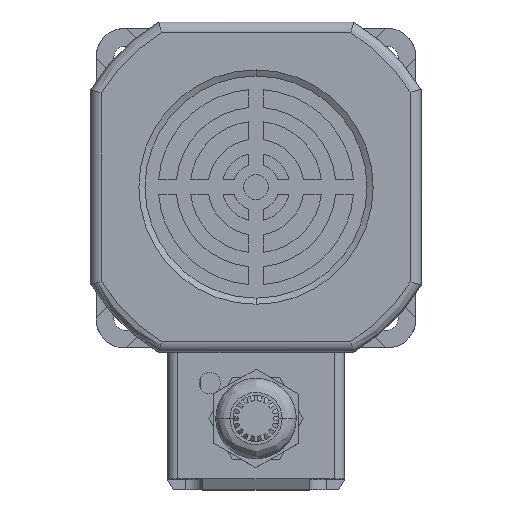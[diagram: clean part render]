
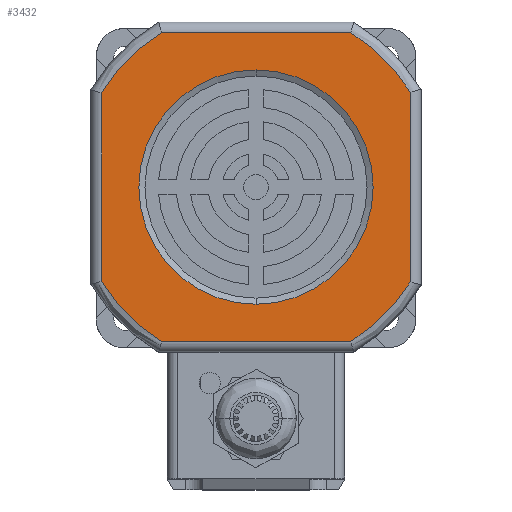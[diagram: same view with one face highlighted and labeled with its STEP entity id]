
A CAD part, top view. The second image highlights one B-rep face of the part: STEP entity #3432.
In plain terms, the highlighted face is planar.
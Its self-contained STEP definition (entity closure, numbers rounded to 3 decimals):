
#592 = DIRECTION ( 'NONE',  ( 0., -1., 0. ) ) ;
#632 =( BOUNDED_CURVE ( )  B_SPLINE_CURVE ( 3, ( #9485, #15989, #3052, #18189 ),
 .UNSPECIFIED., .F., .T. ) 
 B_SPLINE_CURVE_WITH_KNOTS ( ( 4, 4 ),
 ( 0., 1. ),
 .UNSPECIFIED. ) 
 CURVE ( )  GEOMETRIC_REPRESENTATION_ITEM ( )  RATIONAL_B_SPLINE_CURVE ( ( 1., 0.982, 0.982, 1. ) ) 
 REPRESENTATION_ITEM ( '' )  );
#1037 = EDGE_CURVE ( 'NONE', #27773, #22796, #20827, .T. ) ;
#1937 = ORIENTED_EDGE ( 'NONE', *, *, #14047, .F. ) ;
#2137 = EDGE_CURVE ( 'NONE', #18244, #18927, #5008, .T. ) ;
#2158 = VERTEX_POINT ( 'NONE', #25820 ) ;
#2168 = AXIS2_PLACEMENT_3D ( 'NONE', #13560, #592, #15763 ) ;
#2541 = EDGE_CURVE ( 'NONE', #21285, #8634, #20516, .T. ) ;
#3052 = CARTESIAN_POINT ( 'NONE',  ( 33.559, 0., -39.286 ) ) ;
#3406 = DIRECTION ( 'NONE',  ( 0., 0., 1. ) ) ;
#3432 = ADVANCED_FACE ( 'NONE', ( #27267, #15750 ), #15292, .F. ) ;
#3608 = CARTESIAN_POINT ( 'NONE',  ( 0., 0., 0. ) ) ;
#3726 = ORIENTED_EDGE ( 'NONE', *, *, #15193, .F. ) ;
#3877 = CARTESIAN_POINT ( 'NONE',  ( -43.5, 0., 0. ) ) ;
#3968 = CARTESIAN_POINT ( 'NONE',  ( 43.5, 0., 26.705 ) ) ;
#4033 = ORIENTED_EDGE ( 'NONE', *, *, #6098, .F. ) ;
#4092 = CIRCLE ( 'NONE', #2168, 33. ) ;
#4623 = CARTESIAN_POINT ( 'NONE',  ( 0., 0., 33. ) ) ;
#5008 = LINE ( 'NONE', #27698, #21547 ) ;
#5065 =( BOUNDED_CURVE ( )  B_SPLINE_CURVE ( 3, ( #7738, #20633, #18390, #22817 ),
 .UNSPECIFIED., .F., .F. ) 
 B_SPLINE_CURVE_WITH_KNOTS ( ( 4, 4 ),
 ( 0., 1. ),
 .UNSPECIFIED. ) 
 CURVE ( )  GEOMETRIC_REPRESENTATION_ITEM ( )  RATIONAL_B_SPLINE_CURVE ( ( 1., 0.982, 0.982, 1. ) ) 
 REPRESENTATION_ITEM ( '' )  );
#5789 = DIRECTION ( 'NONE',  ( 0., 0., -1. ) ) ;
#6098 = EDGE_CURVE ( 'NONE', #2158, #22367, #15521, .T. ) ;
#6141 = EDGE_CURVE ( 'NONE', #22367, #21285, #5065, .T. ) ;
#6832 = EDGE_CURVE ( 'NONE', #18927, #27773, #23930, .T. ) ;
#6944 = EDGE_LOOP ( 'NONE', ( #22401, #14121, #27633, #21462, #9873, #4033, #10415, #19702 ) ) ;
#7073 = VERTEX_POINT ( 'NONE', #19496 ) ;
#7145 = CARTESIAN_POINT ( 'NONE',  ( -43.5, 0., 26.54 ) ) ;
#7543 = CARTESIAN_POINT ( 'NONE',  ( 0.05, 0., 43.5 ) ) ;
#7706 = CARTESIAN_POINT ( 'NONE',  ( 43.5, 0., 0. ) ) ;
#7738 = CARTESIAN_POINT ( 'NONE',  ( 26.673, 0., 43.5 ) ) ;
#7795 = EDGE_CURVE ( 'NONE', #22796, #2158, #14711, .T. ) ;
#8414 = DIRECTION ( 'NONE',  ( 0., 0., -1. ) ) ;
#8634 = VERTEX_POINT ( 'NONE', #23874 ) ;
#8896 = DIRECTION ( 'NONE',  ( 0., 1., 0. ) ) ;
#9029 = VECTOR ( 'NONE', #8414, 1000. ) ;
#9290 = CARTESIAN_POINT ( 'NONE',  ( -33.514, 0., 39.251 ) ) ;
#9485 = CARTESIAN_POINT ( 'NONE',  ( 43.5, 0., -26.705 ) ) ;
#9873 = ORIENTED_EDGE ( 'NONE', *, *, #6141, .F. ) ;
#10005 = CARTESIAN_POINT ( 'NONE',  ( -33.514, 0., -39.251 ) ) ;
#10187 = AXIS2_PLACEMENT_3D ( 'NONE', #3608, #18726, #5789 ) ;
#10415 = ORIENTED_EDGE ( 'NONE', *, *, #7795, .F. ) ;
#11623 = CARTESIAN_POINT ( 'NONE',  ( -43.5, 0., -26.54 ) ) ;
#12152 = CARTESIAN_POINT ( 'NONE',  ( -43.5, 0., -26.54 ) ) ;
#13549 = EDGE_CURVE ( 'NONE', #8634, #18244, #632, .T. ) ;
#13560 = CARTESIAN_POINT ( 'NONE',  ( 0., 0., 0. ) ) ;
#13932 = VERTEX_POINT ( 'NONE', #4623 ) ;
#14047 = EDGE_CURVE ( 'NONE', #7073, #13932, #4092, .T. ) ;
#14121 = ORIENTED_EDGE ( 'NONE', *, *, #2137, .F. ) ;
#14711 =( BOUNDED_CURVE ( )  B_SPLINE_CURVE ( 3, ( #7145, #20046, #9290, #24427 ),
 .UNSPECIFIED., .F., .F. ) 
 B_SPLINE_CURVE_WITH_KNOTS ( ( 4, 4 ),
 ( 0., 1. ),
 .UNSPECIFIED. ) 
 CURVE ( )  GEOMETRIC_REPRESENTATION_ITEM ( )  RATIONAL_B_SPLINE_CURVE ( ( 1., 0.981, 0.981, 1. ) ) 
 REPRESENTATION_ITEM ( '' )  );
#14847 = VECTOR ( 'NONE', #24817, 1000. ) ;
#15193 = EDGE_CURVE ( 'NONE', #13932, #7073, #23864, .T. ) ;
#15292 = PLANE ( 'NONE',  #25500 ) ;
#15521 = LINE ( 'NONE', #7543, #14847 ) ;
#15750 = FACE_OUTER_BOUND ( 'NONE', #6944, .T. ) ;
#15763 = DIRECTION ( 'NONE',  ( 0., 0., -1. ) ) ;
#15989 = CARTESIAN_POINT ( 'NONE',  ( 39.273, 0., -33.583 ) ) ;
#16707 = CARTESIAN_POINT ( 'NONE',  ( -43.5, 0., 26.54 ) ) ;
#17286 = CARTESIAN_POINT ( 'NONE',  ( 26.673, 0., 43.5 ) ) ;
#18189 = CARTESIAN_POINT ( 'NONE',  ( 26.673, 0., -43.5 ) ) ;
#18244 = VERTEX_POINT ( 'NONE', #26298 ) ;
#18390 = CARTESIAN_POINT ( 'NONE',  ( 39.273, 0., 33.583 ) ) ;
#18726 = DIRECTION ( 'NONE',  ( 0., -1., 0. ) ) ;
#18927 = VERTEX_POINT ( 'NONE', #24652 ) ;
#19496 = CARTESIAN_POINT ( 'NONE',  ( 0., 0., -33. ) ) ;
#19702 = ORIENTED_EDGE ( 'NONE', *, *, #1037, .F. ) ;
#20046 = CARTESIAN_POINT ( 'NONE',  ( -39.264, 0., 33.49 ) ) ;
#20516 = LINE ( 'NONE', #7706, #9029 ) ;
#20633 = CARTESIAN_POINT ( 'NONE',  ( 33.559, 0., 39.286 ) ) ;
#20827 = LINE ( 'NONE', #3877, #25255 ) ;
#21285 = VERTEX_POINT ( 'NONE', #3968 ) ;
#21462 = ORIENTED_EDGE ( 'NONE', *, *, #2541, .F. ) ;
#21547 = VECTOR ( 'NONE', #25885, 1000. ) ;
#21742 = CARTESIAN_POINT ( 'NONE',  ( 0.05, 0., 0. ) ) ;
#22367 = VERTEX_POINT ( 'NONE', #17286 ) ;
#22401 = ORIENTED_EDGE ( 'NONE', *, *, #6832, .F. ) ;
#22796 = VERTEX_POINT ( 'NONE', #16707 ) ;
#22817 = CARTESIAN_POINT ( 'NONE',  ( 43.5, 0., 26.705 ) ) ;
#22943 = CARTESIAN_POINT ( 'NONE',  ( -26.572, 0., -43.5 ) ) ;
#23864 = CIRCLE ( 'NONE', #10187, 33. ) ;
#23874 = CARTESIAN_POINT ( 'NONE',  ( 43.5, 0., -26.705 ) ) ;
#23930 =( BOUNDED_CURVE ( )  B_SPLINE_CURVE ( 3, ( #22943, #10005, #25138, #12152 ),
 .UNSPECIFIED., .F., .F. ) 
 B_SPLINE_CURVE_WITH_KNOTS ( ( 4, 4 ),
 ( 0., 1. ),
 .UNSPECIFIED. ) 
 CURVE ( )  GEOMETRIC_REPRESENTATION_ITEM ( )  RATIONAL_B_SPLINE_CURVE ( ( 1., 0.981, 0.981, 1. ) ) 
 REPRESENTATION_ITEM ( '' )  );
#24030 = DIRECTION ( 'NONE',  ( 0., 0., 1. ) ) ;
#24427 = CARTESIAN_POINT ( 'NONE',  ( -26.572, 0., 43.5 ) ) ;
#24535 = EDGE_LOOP ( 'NONE', ( #1937, #3726 ) ) ;
#24652 = CARTESIAN_POINT ( 'NONE',  ( -26.572, 0., -43.5 ) ) ;
#24817 = DIRECTION ( 'NONE',  ( 1., 0., 0. ) ) ;
#25138 = CARTESIAN_POINT ( 'NONE',  ( -39.264, 0., -33.49 ) ) ;
#25255 = VECTOR ( 'NONE', #3406, 1000. ) ;
#25500 = AXIS2_PLACEMENT_3D ( 'NONE', #21742, #8896, #24030 ) ;
#25820 = CARTESIAN_POINT ( 'NONE',  ( -26.572, 0., 43.5 ) ) ;
#25885 = DIRECTION ( 'NONE',  ( -1., 0., 0. ) ) ;
#26298 = CARTESIAN_POINT ( 'NONE',  ( 26.673, 0., -43.5 ) ) ;
#27267 = FACE_BOUND ( 'NONE', #24535, .T. ) ;
#27633 = ORIENTED_EDGE ( 'NONE', *, *, #13549, .F. ) ;
#27698 = CARTESIAN_POINT ( 'NONE',  ( 0.05, 0., -43.5 ) ) ;
#27773 = VERTEX_POINT ( 'NONE', #11623 ) ;
